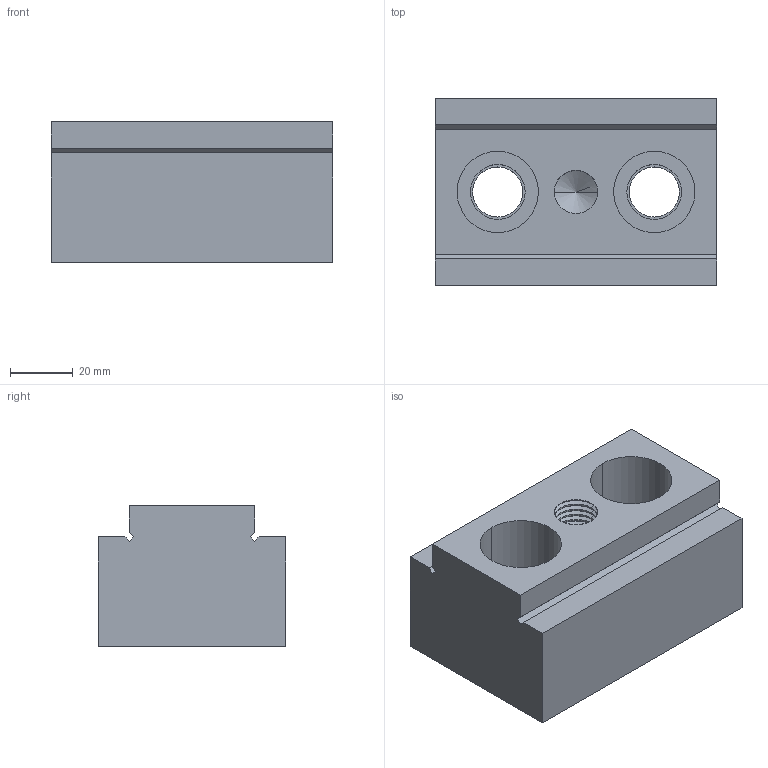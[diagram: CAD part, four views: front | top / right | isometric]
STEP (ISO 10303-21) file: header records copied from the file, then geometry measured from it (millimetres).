
FILE_DESCRIPTION(('STEP AP214'),'1');
FILE_NAME(' ',' ',('TraceParts'),('TraceParts S.A.'),'XStep 1.0',' ',' ');
FILE_SCHEMA(('automotive_design'));
Length unit declared in the file: millimetre
Products named in the file (1): 1
Bounding box: 90 x 60 x 45 mm (x, y, z)
Volume: 186225.7 mm3; surface area: 32048 mm2
Topology: 1 solids, 1 shells, 176 faces, 368 edges, 197 vertices
Faces by surface type: cone 58, torus 56, cylinder 42, plane 20
Entity records: 8861 total; most frequent: DIRECTION 944, STYLED_ITEM 740, PRESENTATION_STYLE_ASSIGNMENT 740, CARTESIAN_POINT 740, COLOUR_RGB 740, ORIENTED_EDGE 732, AXIS2_PLACEMENT_3D 401, EDGE_CURVE 366
